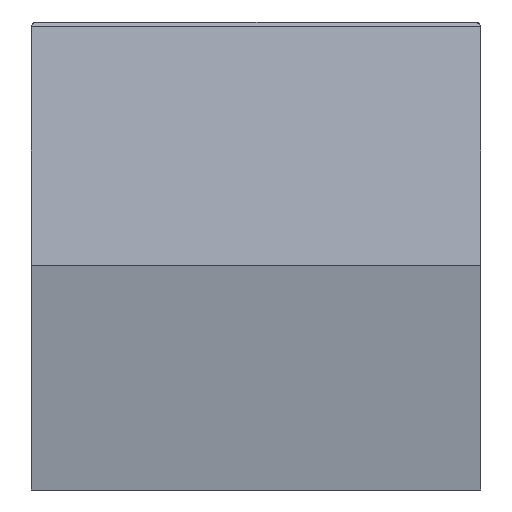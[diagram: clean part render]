
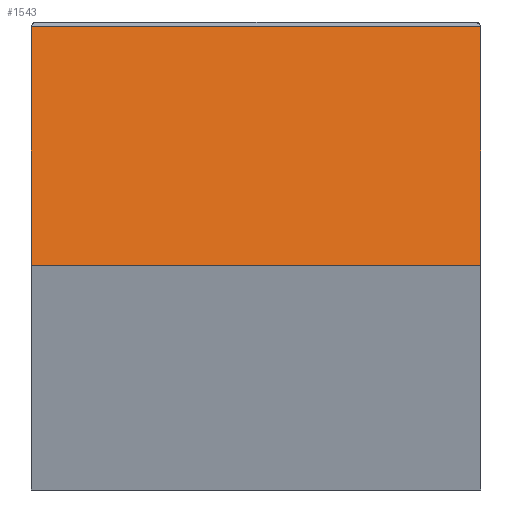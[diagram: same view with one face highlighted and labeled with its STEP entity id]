
A CAD part, left-side view. The second image highlights one B-rep face of the part: STEP entity #1543.
In plain terms, the highlighted free-form (B-spline) face has degree [1, 1] with [2, 2] control points.
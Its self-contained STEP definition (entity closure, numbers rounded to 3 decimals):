
#639 = EDGE_CURVE('',#640,#642,#644,.T.);
#640 = VERTEX_POINT('',#641);
#641 = CARTESIAN_POINT('',(-339.063,61.561,
    137.294));
#642 = VERTEX_POINT('',#643);
#643 = CARTESIAN_POINT('',(-339.063,-61.561,
    137.294));
#644 = B_SPLINE_CURVE_WITH_KNOTS('',1,(#645,#646),.UNSPECIFIED.,.F.,.F.,
  (2,2),(-59.977,59.977),.PIECEWISE_BEZIER_KNOTS.);
#645 = CARTESIAN_POINT('',(-339.063,61.561,
    137.294));
#646 = CARTESIAN_POINT('',(-339.063,-61.561,
    137.294));
#720 = VERTEX_POINT('',#721);
#721 = CARTESIAN_POINT('',(-339.11,-61.585,
    137.026));
#741 = EDGE_CURVE('',#642,#720,#742,.T.);
#742 = ( BOUNDED_CURVE() B_SPLINE_CURVE(2,(#743,#744,#745),
.UNSPECIFIED.,.F.,.F.) B_SPLINE_CURVE_WITH_KNOTS((3,3),(1.396,
1.571),.PIECEWISE_BEZIER_KNOTS.) CURVE() 
GEOMETRIC_REPRESENTATION_ITEM() RATIONAL_B_SPLINE_CURVE((1.,
0.996,1.)) REPRESENTATION_ITEM('') );
#743 = CARTESIAN_POINT('',(-339.063,-61.561,
    137.294));
#744 = CARTESIAN_POINT('',(-339.086,-61.585,
    137.161));
#745 = CARTESIAN_POINT('',(-339.11,-61.585,
    137.026));
#760 = VERTEX_POINT('',#761);
#761 = CARTESIAN_POINT('',(-339.11,61.585,
    137.026));
#766 = EDGE_CURVE('',#760,#640,#767,.T.);
#767 = ( BOUNDED_CURVE() B_SPLINE_CURVE(2,(#768,#769,#770),
.UNSPECIFIED.,.F.,.F.) B_SPLINE_CURVE_WITH_KNOTS((3,3),(4.712,
4.887),.PIECEWISE_BEZIER_KNOTS.) CURVE() 
GEOMETRIC_REPRESENTATION_ITEM() RATIONAL_B_SPLINE_CURVE((1.,
0.996,1.)) REPRESENTATION_ITEM('') );
#768 = CARTESIAN_POINT('',(-339.11,61.585,
    137.026));
#769 = CARTESIAN_POINT('',(-339.086,61.585,
    137.161));
#770 = CARTESIAN_POINT('',(-339.063,61.561,
    137.294));
#856 = EDGE_CURVE('',#720,#857,#859,.T.);
#857 = VERTEX_POINT('',#858);
#858 = CARTESIAN_POINT('',(-350.602,-61.585,
    71.849));
#859 = B_SPLINE_CURVE_WITH_KNOTS('',1,(#860,#861),.UNSPECIFIED.,.F.,.F.,
  (2,2),(-64.48,0.),.PIECEWISE_BEZIER_KNOTS.);
#860 = CARTESIAN_POINT('',(-339.11,-61.585,
    137.026));
#861 = CARTESIAN_POINT('',(-350.602,-61.585,
    71.849));
#1543 = ADVANCED_FACE('',(#1544),#1562,.T.);
#1544 = FACE_BOUND('',#1545,.T.);
#1545 = EDGE_LOOP('',(#1546,#1547,#1554,#1559,#1560,#1561));
#1546 = ORIENTED_EDGE('',*,*,#766,.F.);
#1547 = ORIENTED_EDGE('',*,*,#1548,.F.);
#1548 = EDGE_CURVE('',#1549,#760,#1551,.T.);
#1549 = VERTEX_POINT('',#1550);
#1550 = CARTESIAN_POINT('',(-350.602,61.585,
    71.849));
#1551 = B_SPLINE_CURVE_WITH_KNOTS('',1,(#1552,#1553),.UNSPECIFIED.,.F.,
  .F.,(2,2),(0.,64.48),.PIECEWISE_BEZIER_KNOTS.);
#1552 = CARTESIAN_POINT('',(-350.602,61.585,
    71.849));
#1553 = CARTESIAN_POINT('',(-339.11,61.585,
    137.026));
#1554 = ORIENTED_EDGE('',*,*,#1555,.F.);
#1555 = EDGE_CURVE('',#857,#1549,#1556,.T.);
#1556 = B_SPLINE_CURVE_WITH_KNOTS('',1,(#1557,#1558),.UNSPECIFIED.,.F.,
  .F.,(2,2),(-60.,60.),.PIECEWISE_BEZIER_KNOTS.);
#1557 = CARTESIAN_POINT('',(-350.602,-61.585,
    71.849));
#1558 = CARTESIAN_POINT('',(-350.602,61.585,
    71.849));
#1559 = ORIENTED_EDGE('',*,*,#856,.F.);
#1560 = ORIENTED_EDGE('',*,*,#741,.F.);
#1561 = ORIENTED_EDGE('',*,*,#639,.F.);
#1562 = B_SPLINE_SURFACE_WITH_KNOTS('',1,1,(
    (#1563,#1564)
    ,(#1565,#1566
    )),.UNSPECIFIED.,.F.,.F.,.F.,(2,2),(2,2),(0.,64.744),(-60.,
    60.),.PIECEWISE_BEZIER_KNOTS.);
#1563 = CARTESIAN_POINT('',(-350.602,-61.585,
    71.849));
#1564 = CARTESIAN_POINT('',(-350.602,61.585,
    71.849));
#1565 = CARTESIAN_POINT('',(-339.063,-61.585,
    137.294));
#1566 = CARTESIAN_POINT('',(-339.063,61.585,
    137.294));
